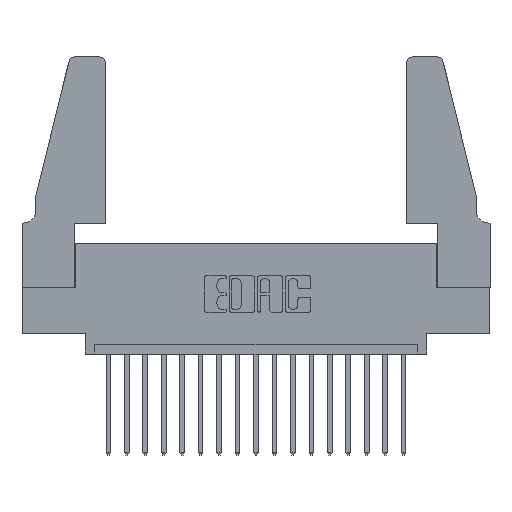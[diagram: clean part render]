
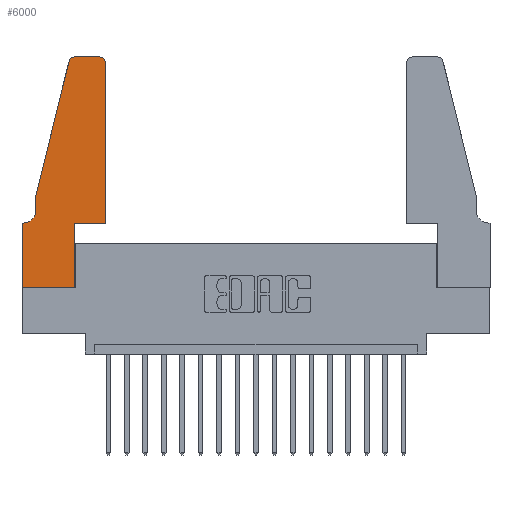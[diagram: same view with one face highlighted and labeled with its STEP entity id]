
A CAD part, top view. The second image highlights one B-rep face of the part: STEP entity #6000.
In plain terms, the highlighted planar face has unit normal (0, 0, 1).
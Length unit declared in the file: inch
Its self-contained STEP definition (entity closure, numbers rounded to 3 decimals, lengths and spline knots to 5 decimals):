
#225 = CARTESIAN_POINT ( 'NONE',  ( 0.0755, 0.5, 0.37 ) ) ;
#271 = EDGE_LOOP ( 'NONE', ( #5766, #3823, #4587, #5254, #3469, #17909, #1900, #8334, #5763, #7170, #4717, #12757 ) ) ;
#310 = DIRECTION ( 'NONE',  ( 0., -1., 0. ) ) ;
#522 = VERTEX_POINT ( 'NONE', #18131 ) ;
#845 = AXIS2_PLACEMENT_3D ( 'NONE', #1336, #18193, #16906 ) ;
#1150 = FACE_OUTER_BOUND ( 'NONE', #271, .T. ) ;
#1212 = CARTESIAN_POINT ( 'NONE',  ( 0.2865, 0.35, 0.37 ) ) ;
#1336 = CARTESIAN_POINT ( 'NONE',  ( 0.4205, 1.22, 0.37 ) ) ;
#1412 = CARTESIAN_POINT ( 'NONE',  ( 0.0055, 0.42, 0.37 ) ) ;
#1900 = ORIENTED_EDGE ( 'NONE', *, *, #4218, .T. ) ;
#2015 = CARTESIAN_POINT ( 'NONE',  ( 0.284, 1.22, 0.37 ) ) ;
#2435 = CARTESIAN_POINT ( 'NONE',  ( 0.2605, 1.25, 0.37 ) ) ;
#2629 = VECTOR ( 'NONE', #9800, 39.37008 ) ;
#3124 = LINE ( 'NONE', #15591, #6037 ) ;
#3169 = VERTEX_POINT ( 'NONE', #12699 ) ;
#3430 = LINE ( 'NONE', #225, #15498 ) ;
#3469 = ORIENTED_EDGE ( 'NONE', *, *, #17385, .T. ) ;
#3823 = ORIENTED_EDGE ( 'NONE', *, *, #4353, .T. ) ;
#3955 = CARTESIAN_POINT ( 'NONE',  ( 0.4505, 0.35, 0.37 ) ) ;
#4218 = EDGE_CURVE ( 'NONE', #15249, #7368, #5903, .T. ) ;
#4353 = EDGE_CURVE ( 'NONE', #18002, #522, #11264, .T. ) ;
#4462 = DIRECTION ( 'NONE',  ( -1., 0., 0. ) ) ;
#4587 = ORIENTED_EDGE ( 'NONE', *, *, #14947, .T. ) ;
#4717 = ORIENTED_EDGE ( 'NONE', *, *, #7583, .T. ) ;
#4743 = CARTESIAN_POINT ( 'NONE',  ( 0.2865, 0.35, 0.37 ) ) ;
#4767 = DIRECTION ( 'NONE',  ( 0., -1., 0. ) ) ;
#4789 = EDGE_CURVE ( 'NONE', #6353, #13488, #3430, .T. ) ;
#4914 = DIRECTION ( 'NONE',  ( 0., 0., 1. ) ) ;
#4942 = CARTESIAN_POINT ( 'NONE',  ( 0.4505, 0.35, 0.37 ) ) ;
#5052 = DIRECTION ( 'NONE',  ( 0., 1., 0. ) ) ;
#5072 = DIRECTION ( 'NONE',  ( 0., 0., 1. ) ) ;
#5254 = ORIENTED_EDGE ( 'NONE', *, *, #4789, .T. ) ;
#5363 = EDGE_CURVE ( 'NONE', #14192, #18002, #5464, .T. ) ;
#5464 = LINE ( 'NONE', #2435, #7444 ) ;
#5763 = ORIENTED_EDGE ( 'NONE', *, *, #7894, .T. ) ;
#5766 = ORIENTED_EDGE ( 'NONE', *, *, #5363, .T. ) ;
#5903 = LINE ( 'NONE', #13128, #13038 ) ;
#6000 = ADVANCED_FACE ( 'NONE', ( #1150 ), #7924, .T. ) ;
#6037 = VECTOR ( 'NONE', #14212, 39.37008 ) ;
#6168 = CARTESIAN_POINT ( 'NONE',  ( 0., 0.35, 0.37 ) ) ;
#6197 = VERTEX_POINT ( 'NONE', #15364 ) ;
#6353 = VERTEX_POINT ( 'NONE', #7372 ) ;
#6423 = VECTOR ( 'NONE', #5052, 39.37008 ) ;
#6547 = DIRECTION ( 'NONE',  ( 1., 0., 0. ) ) ;
#7045 = EDGE_CURVE ( 'NONE', #9453, #6197, #7358, .T. ) ;
#7170 = ORIENTED_EDGE ( 'NONE', *, *, #7045, .T. ) ;
#7358 = LINE ( 'NONE', #4942, #18457 ) ;
#7368 = VERTEX_POINT ( 'NONE', #7820 ) ;
#7372 = CARTESIAN_POINT ( 'NONE',  ( 0.0755, 0.5, 0.37 ) ) ;
#7444 = VECTOR ( 'NONE', #8053, 39.37008 ) ;
#7583 = EDGE_CURVE ( 'NONE', #6197, #13392, #14019, .T. ) ;
#7820 = CARTESIAN_POINT ( 'NONE',  ( 0., 0., 0.37 ) ) ;
#7894 = EDGE_CURVE ( 'NONE', #18211, #9453, #16686, .T. ) ;
#7918 = CARTESIAN_POINT ( 'NONE',  ( 0.2865, 0., 0.37 ) ) ;
#7924 = PLANE ( 'NONE',  #13306 ) ;
#8053 = DIRECTION ( 'NONE',  ( -1., 0., 0. ) ) ;
#8238 = CARTESIAN_POINT ( 'NONE',  ( 0., 0., 0.37 ) ) ;
#8334 = ORIENTED_EDGE ( 'NONE', *, *, #15996, .T. ) ;
#8344 = AXIS2_PLACEMENT_3D ( 'NONE', #1412, #15750, #4462 ) ;
#9453 = VERTEX_POINT ( 'NONE', #1212 ) ;
#9799 = CARTESIAN_POINT ( 'NONE',  ( 0.0755, 0.5, 0.37 ) ) ;
#9800 = DIRECTION ( 'NONE',  ( 1., 0., 0. ) ) ;
#11175 = AXIS2_PLACEMENT_3D ( 'NONE', #2015, #4914, #16124 ) ;
#11181 = CIRCLE ( 'NONE', #845, 0.03 ) ;
#11264 = CIRCLE ( 'NONE', #11175, 0.03 ) ;
#12401 = EDGE_CURVE ( 'NONE', #3169, #15249, #3124, .T. ) ;
#12443 = VECTOR ( 'NONE', #14721, 39.37008 ) ;
#12596 = DIRECTION ( 'NONE',  ( -0.239, -0.971, 0. ) ) ;
#12608 = CARTESIAN_POINT ( 'NONE',  ( 0.4505, 1.22, 0.37 ) ) ;
#12699 = CARTESIAN_POINT ( 'NONE',  ( 0.0055, 0.35, 0.37 ) ) ;
#12757 = ORIENTED_EDGE ( 'NONE', *, *, #13349, .T. ) ;
#13038 = VECTOR ( 'NONE', #310, 39.37008 ) ;
#13128 = CARTESIAN_POINT ( 'NONE',  ( 0., 0., 0.37 ) ) ;
#13306 = AXIS2_PLACEMENT_3D ( 'NONE', #17929, #5072, #6547 ) ;
#13349 = EDGE_CURVE ( 'NONE', #13392, #14192, #11181, .T. ) ;
#13392 = VERTEX_POINT ( 'NONE', #12608 ) ;
#13488 = VERTEX_POINT ( 'NONE', #14421 ) ;
#14019 = LINE ( 'NONE', #3955, #6423 ) ;
#14192 = VERTEX_POINT ( 'NONE', #14525 ) ;
#14212 = DIRECTION ( 'NONE',  ( -1., 0., 0. ) ) ;
#14288 = CARTESIAN_POINT ( 'NONE',  ( 0.284, 1.25, 0.37 ) ) ;
#14421 = CARTESIAN_POINT ( 'NONE',  ( 0.0755, 0.42, 0.37 ) ) ;
#14525 = CARTESIAN_POINT ( 'NONE',  ( 0.4205, 1.25, 0.37 ) ) ;
#14721 = DIRECTION ( 'NONE',  ( 0., 1., 0. ) ) ;
#14947 = EDGE_CURVE ( 'NONE', #522, #6353, #16013, .T. ) ;
#15147 = VECTOR ( 'NONE', #12596, 39.37008 ) ;
#15249 = VERTEX_POINT ( 'NONE', #6168 ) ;
#15364 = CARTESIAN_POINT ( 'NONE',  ( 0.4505, 0.35, 0.37 ) ) ;
#15498 = VECTOR ( 'NONE', #4767, 39.37008 ) ;
#15591 = CARTESIAN_POINT ( 'NONE',  ( 0.0755, 0.35, 0.37 ) ) ;
#15750 = DIRECTION ( 'NONE',  ( 0., 0., -1. ) ) ;
#15996 = EDGE_CURVE ( 'NONE', #7368, #18211, #16670, .T. ) ;
#16013 = LINE ( 'NONE', #9799, #15147 ) ;
#16124 = DIRECTION ( 'NONE',  ( 1., 0., 0. ) ) ;
#16354 = DIRECTION ( 'NONE',  ( 1., 0., 0. ) ) ;
#16670 = LINE ( 'NONE', #8238, #2629 ) ;
#16686 = LINE ( 'NONE', #4743, #12443 ) ;
#16906 = DIRECTION ( 'NONE',  ( 1., 0., 0. ) ) ;
#17385 = EDGE_CURVE ( 'NONE', #13488, #3169, #17489, .T. ) ;
#17489 = CIRCLE ( 'NONE', #8344, 0.07 ) ;
#17909 = ORIENTED_EDGE ( 'NONE', *, *, #12401, .T. ) ;
#17929 = CARTESIAN_POINT ( 'NONE',  ( 0., 0.35, 0.37 ) ) ;
#18002 = VERTEX_POINT ( 'NONE', #14288 ) ;
#18131 = CARTESIAN_POINT ( 'NONE',  ( 0.25487, 1.22718, 0.37 ) ) ;
#18193 = DIRECTION ( 'NONE',  ( 0., 0., 1. ) ) ;
#18211 = VERTEX_POINT ( 'NONE', #7918 ) ;
#18457 = VECTOR ( 'NONE', #16354, 39.37008 ) ;
